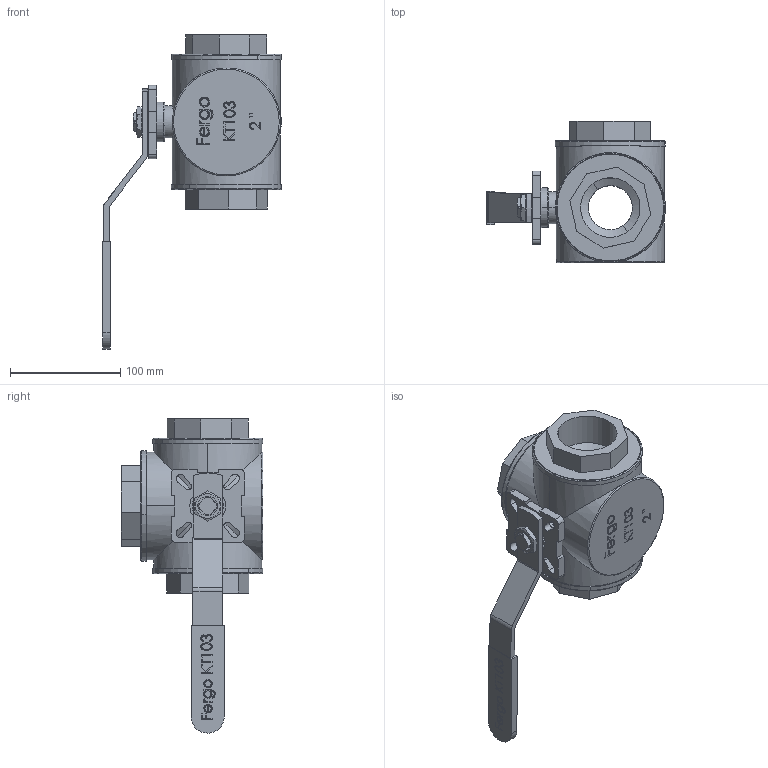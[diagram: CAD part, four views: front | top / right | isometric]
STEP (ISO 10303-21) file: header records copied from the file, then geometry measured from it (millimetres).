
FILE_DESCRIPTION (( 'STEP AP214' ), '1' );
FILE_NAME ('KL103-3-Wege-Kugelhahn-2-Zoll-PN63-Handhebel-Fergo.STEP', '2022-10-13T10:56:00', ( '' ), ( '' ), 'SwSTEP 2.0', 'SolidWorks 2022', '' );
FILE_SCHEMA (( 'AUTOMOTIVE_DESIGN' ));
Length unit declared in the file: millimetre
Products named in the file (1): KL103-3-Wege-Kugelhahn-2-Zoll-PN63-Handhebel-Fergo
Bounding box: 162.39 x 128.6 x 285.44 mm (x, y, z)
Volume: 610417.7 mm3; surface area: 194006.9 mm2
Topology: 1 solids, 1 shells, 320 faces, 959 edges, 704 vertices
Faces by surface type: plane 171, cylinder 116, cone 23, torus 10
Entity records: 12053 total; most frequent: CARTESIAN_POINT 3597, ORIENTED_EDGE 1918, DIRECTION 1531, EDGE_CURVE 959, VERTEX_POINT 704, AXIS2_PLACEMENT_3D 572, EDGE_LOOP 395, VECTOR 387
